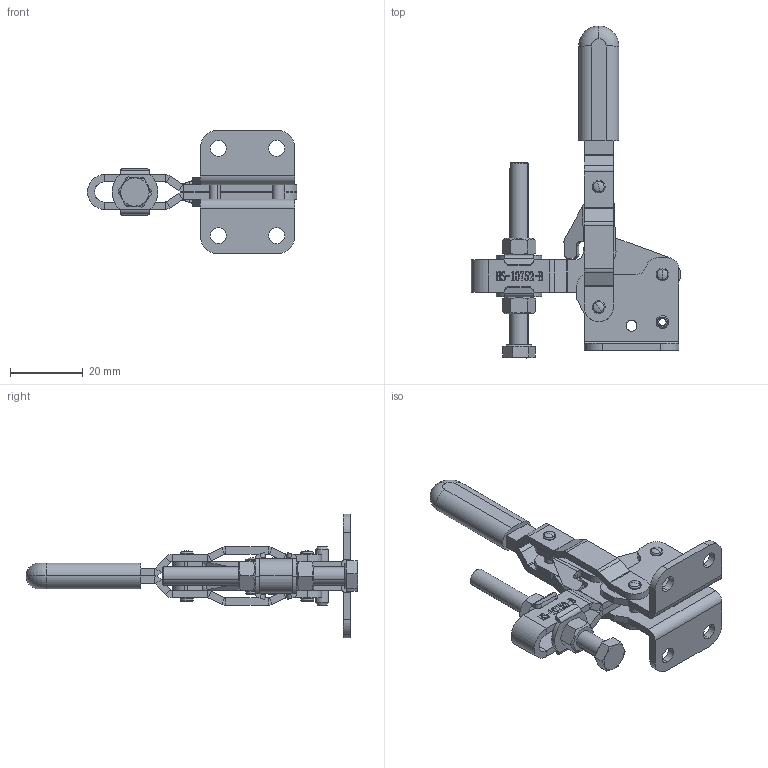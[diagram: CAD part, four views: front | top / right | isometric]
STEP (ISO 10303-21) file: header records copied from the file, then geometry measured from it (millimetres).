
FILE_DESCRIPTION (( 'STEP AP203' ), '1' );
FILE_NAME ('HS-10752-B .STEP', '2019-09-27T12:56:49', ( '微软用户' ), ( '微软中国' ), 'SwSTEP 2.0', 'SolidWorks 2012', '' );
FILE_SCHEMA (( 'CONFIG_CONTROL_DESIGN' ));
Length unit declared in the file: millimetre
Products named in the file (16): HS-10752-B ; spring pin slotted heavy duty1 gb_GB_PARALLEL_PINS_TYPE6 3.5X16; hex nuts, style 1-grades ab gb_GB_FASTENER_NUT_SNAB1 M5-N; FW-100; 蟀裝酘; 蟀裝衵; 酗种; 傻种; 眻忒梟蚾饜极; 眻忒梟; 眻忒參; U倰揤參蚾饜极; hexagon head bolts-full thread gb_GB_FASTENER_BOLT_STBAB A M5X50-C; U倰揤參; 楊擘菁釱衵; 楊擘菁釱酘
Assembly tree (20 placements, depth 3):
  HS-10752-B 
    楊擘菁釱酘
    楊擘菁釱衵
    U倰揤參蚾饜极
      U倰揤參
      hexagon head bolts-full thread gb_GB_FASTENER_BOLT_STBAB A M5X50-C
    眻忒梟蚾饜极
      眻忒參
      眻忒梟  x2
    傻种  x2
    酗种  x2
    蟀裝衵
    蟀裝酘
    FW-100  x2
    hex nuts, style 1-grades ab gb_GB_FASTENER_NUT_SNAB1 M5-N  x2
    spring pin slotted heavy duty1 gb_GB_PARALLEL_PINS_TYPE6 3.5X16
Bounding box: 57.5 x 91.22 x 34 mm (x, y, z)
Volume: 12800.6 mm3; surface area: 15213.1 mm2
Topology: 18 solids, 18 shells, 895 faces, 2223 edges, 1393 vertices
Faces by surface type: plane 471, cylinder 192, bspline 156, torus 44, cone 32
Entity records: 31444 total; most frequent: CARTESIAN_POINT 12190, ORIENTED_EDGE 3840, DIRECTION 3168, EDGE_CURVE 1920, VERTEX_POINT 1225, LINE 1214, VECTOR 1214, AXIS2_PLACEMENT_3D 977
